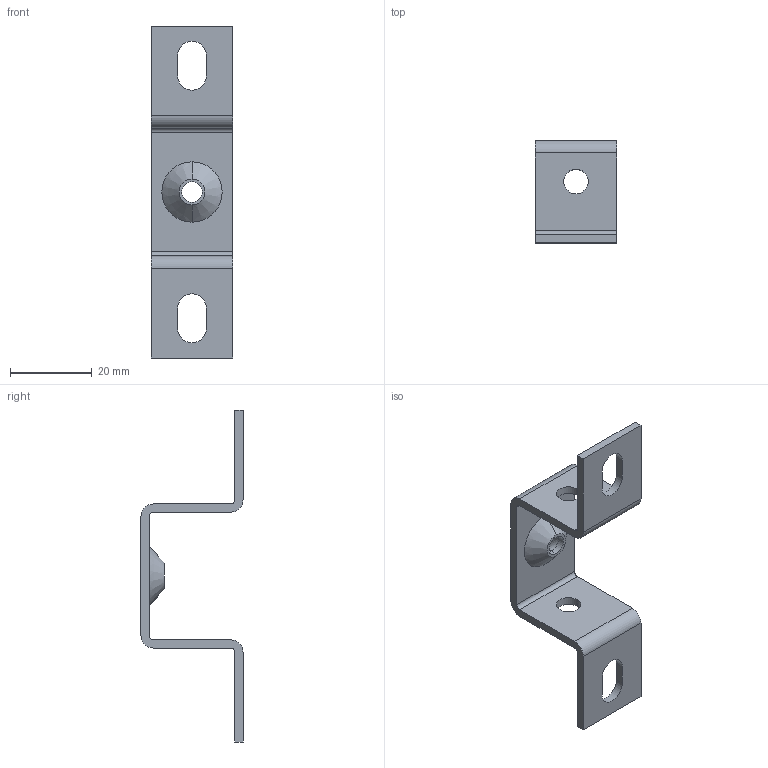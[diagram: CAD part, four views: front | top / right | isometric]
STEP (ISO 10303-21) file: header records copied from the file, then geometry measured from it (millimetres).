
FILE_DESCRIPTION (( 'STEP AP214' ), '1' );
FILE_NAME ('DN-SSB25-10.step', '2019-07-08T12:03:00', ( '' ), ( '' ), 'SwSTEP 2.0', 'SolidWorks 2018', '' );
FILE_SCHEMA (( 'AUTOMOTIVE_DESIGN' ));
Length unit declared in the file: millimetre
Products named in the file (1): DN-SSB25-10
Bounding box: 20 x 25 x 81.25 mm (x, y, z)
Volume: 4697.6 mm3; surface area: 5399.3 mm2
Topology: 1 solids, 1 shells, 43 faces, 118 edges, 78 vertices
Faces by surface type: cylinder 20, plane 19, torus 2, cone 2
Entity records: 1438 total; most frequent: DIRECTION 254, CARTESIAN_POINT 240, ORIENTED_EDGE 236, EDGE_CURVE 118, AXIS2_PLACEMENT_3D 92, VERTEX_POINT 78, LINE 70, VECTOR 70
